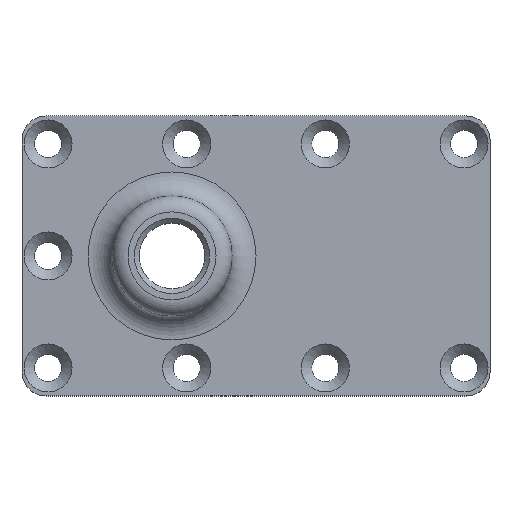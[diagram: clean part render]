
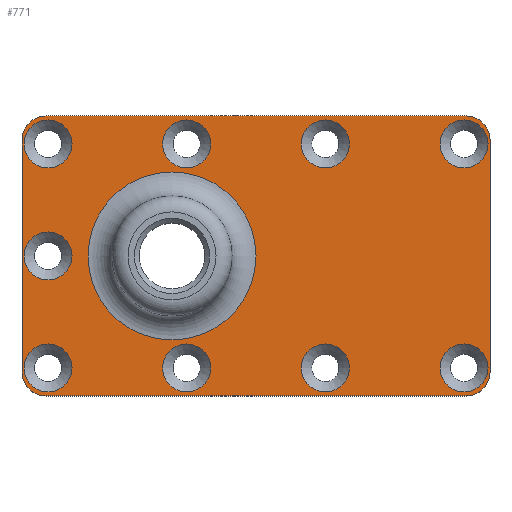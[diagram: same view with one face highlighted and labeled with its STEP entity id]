
A CAD part, top view. The second image highlights one B-rep face of the part: STEP entity #771.
In plain terms, the highlighted planar face has unit normal (0, 0, 1).
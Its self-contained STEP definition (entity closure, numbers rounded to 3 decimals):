
#329 = VERTEX_POINT('',#330);
#330 = CARTESIAN_POINT('',(0.,0.,0.));
#337 = EDGE_CURVE('',#329,#329,#338,.T.);
#338 = CIRCLE('',#339,10.5);
#339 = AXIS2_PLACEMENT_3D('',#340,#341,#342);
#340 = CARTESIAN_POINT('',(-10.5,0.,0.));
#341 = DIRECTION('',(0.,0.,1.));
#342 = DIRECTION('',(1.,0.,0.));
#354 = EDGE_CURVE('',#355,#357,#359,.T.);
#355 = VERTEX_POINT('',#356);
#356 = CARTESIAN_POINT('',(-26.25,17.5,0.));
#357 = VERTEX_POINT('',#358);
#358 = CARTESIAN_POINT('',(26.25,17.5,0.));
#359 = LINE('',#360,#361);
#360 = CARTESIAN_POINT('',(-29.25,17.5,0.));
#361 = VECTOR('',#362,1.);
#362 = DIRECTION('',(1.,0.,0.));
#385 = EDGE_CURVE('',#355,#386,#388,.T.);
#386 = VERTEX_POINT('',#387);
#387 = CARTESIAN_POINT('',(-29.25,14.5,0.));
#388 = CIRCLE('',#389,3.);
#389 = AXIS2_PLACEMENT_3D('',#390,#391,#392);
#390 = CARTESIAN_POINT('',(-26.25,14.5,0.));
#391 = DIRECTION('',(0.,-0.,1.));
#392 = DIRECTION('',(0.,1.,0.));
#410 = EDGE_CURVE('',#357,#411,#413,.T.);
#411 = VERTEX_POINT('',#412);
#412 = CARTESIAN_POINT('',(29.25,14.5,0.));
#413 = CIRCLE('',#414,3.);
#414 = AXIS2_PLACEMENT_3D('',#415,#416,#417);
#415 = CARTESIAN_POINT('',(26.25,14.5,0.));
#416 = DIRECTION('',(0.,0.,-1.));
#417 = DIRECTION('',(0.,1.,0.));
#435 = EDGE_CURVE('',#436,#386,#438,.T.);
#436 = VERTEX_POINT('',#437);
#437 = CARTESIAN_POINT('',(-29.25,-14.5,0.));
#438 = LINE('',#439,#440);
#439 = CARTESIAN_POINT('',(-29.25,-17.5,0.));
#440 = VECTOR('',#441,1.);
#441 = DIRECTION('',(0.,1.,0.));
#459 = EDGE_CURVE('',#411,#460,#462,.T.);
#460 = VERTEX_POINT('',#461);
#461 = CARTESIAN_POINT('',(29.25,-14.5,0.));
#462 = LINE('',#463,#464);
#463 = CARTESIAN_POINT('',(29.25,17.5,0.));
#464 = VECTOR('',#465,1.);
#465 = DIRECTION('',(0.,-1.,0.));
#483 = EDGE_CURVE('',#436,#484,#486,.T.);
#484 = VERTEX_POINT('',#485);
#485 = CARTESIAN_POINT('',(-26.25,-17.5,0.));
#486 = CIRCLE('',#487,3.);
#487 = AXIS2_PLACEMENT_3D('',#488,#489,#490);
#488 = CARTESIAN_POINT('',(-26.25,-14.5,0.));
#489 = DIRECTION('',(0.,-0.,1.));
#490 = DIRECTION('',(0.,1.,0.));
#508 = EDGE_CURVE('',#460,#509,#511,.T.);
#509 = VERTEX_POINT('',#510);
#510 = CARTESIAN_POINT('',(26.25,-17.5,0.));
#511 = CIRCLE('',#512,3.);
#512 = AXIS2_PLACEMENT_3D('',#513,#514,#515);
#513 = CARTESIAN_POINT('',(26.25,-14.5,0.));
#514 = DIRECTION('',(0.,0.,-1.));
#515 = DIRECTION('',(0.,1.,0.));
#533 = EDGE_CURVE('',#509,#484,#534,.T.);
#534 = LINE('',#535,#536);
#535 = CARTESIAN_POINT('',(29.25,-17.5,0.));
#536 = VECTOR('',#537,1.);
#537 = DIRECTION('',(-1.,0.,0.));
#771 = ADVANCED_FACE('',(#772,#775,#785,#796,#807,#818,#829,#840,#851,
    #862,#873),#884,.F.);
#772 = FACE_BOUND('',#773,.F.);
#773 = EDGE_LOOP('',(#774));
#774 = ORIENTED_EDGE('',*,*,#337,.T.);
#775 = FACE_BOUND('',#776,.F.);
#776 = EDGE_LOOP('',(#777,#778,#779,#780,#781,#782,#783,#784));
#777 = ORIENTED_EDGE('',*,*,#354,.T.);
#778 = ORIENTED_EDGE('',*,*,#410,.T.);
#779 = ORIENTED_EDGE('',*,*,#459,.T.);
#780 = ORIENTED_EDGE('',*,*,#508,.T.);
#781 = ORIENTED_EDGE('',*,*,#533,.T.);
#782 = ORIENTED_EDGE('',*,*,#483,.F.);
#783 = ORIENTED_EDGE('',*,*,#435,.T.);
#784 = ORIENTED_EDGE('',*,*,#385,.F.);
#785 = FACE_BOUND('',#786,.F.);
#786 = EDGE_LOOP('',(#787));
#787 = ORIENTED_EDGE('',*,*,#788,.T.);
#788 = EDGE_CURVE('',#789,#789,#791,.T.);
#789 = VERTEX_POINT('',#790);
#790 = CARTESIAN_POINT('',(-5.667,-14.,0.));
#791 = CIRCLE('',#792,3.);
#792 = AXIS2_PLACEMENT_3D('',#793,#794,#795);
#793 = CARTESIAN_POINT('',(-8.667,-14.,0.));
#794 = DIRECTION('',(0.,0.,1.));
#795 = DIRECTION('',(1.,0.,0.));
#796 = FACE_BOUND('',#797,.F.);
#797 = EDGE_LOOP('',(#798));
#798 = ORIENTED_EDGE('',*,*,#799,.T.);
#799 = EDGE_CURVE('',#800,#800,#802,.T.);
#800 = VERTEX_POINT('',#801);
#801 = CARTESIAN_POINT('',(-23.,-14.,0.));
#802 = CIRCLE('',#803,3.);
#803 = AXIS2_PLACEMENT_3D('',#804,#805,#806);
#804 = CARTESIAN_POINT('',(-26.,-14.,0.));
#805 = DIRECTION('',(0.,0.,1.));
#806 = DIRECTION('',(1.,0.,0.));
#807 = FACE_BOUND('',#808,.F.);
#808 = EDGE_LOOP('',(#809));
#809 = ORIENTED_EDGE('',*,*,#810,.T.);
#810 = EDGE_CURVE('',#811,#811,#813,.T.);
#811 = VERTEX_POINT('',#812);
#812 = CARTESIAN_POINT('',(-23.,0.,0.));
#813 = CIRCLE('',#814,3.);
#814 = AXIS2_PLACEMENT_3D('',#815,#816,#817);
#815 = CARTESIAN_POINT('',(-26.,0.,0.));
#816 = DIRECTION('',(0.,0.,1.));
#817 = DIRECTION('',(1.,0.,0.));
#818 = FACE_BOUND('',#819,.F.);
#819 = EDGE_LOOP('',(#820));
#820 = ORIENTED_EDGE('',*,*,#821,.T.);
#821 = EDGE_CURVE('',#822,#822,#824,.T.);
#822 = VERTEX_POINT('',#823);
#823 = CARTESIAN_POINT('',(-23.,14.,0.));
#824 = CIRCLE('',#825,3.);
#825 = AXIS2_PLACEMENT_3D('',#826,#827,#828);
#826 = CARTESIAN_POINT('',(-26.,14.,0.));
#827 = DIRECTION('',(0.,0.,1.));
#828 = DIRECTION('',(1.,0.,0.));
#829 = FACE_BOUND('',#830,.F.);
#830 = EDGE_LOOP('',(#831));
#831 = ORIENTED_EDGE('',*,*,#832,.T.);
#832 = EDGE_CURVE('',#833,#833,#835,.T.);
#833 = VERTEX_POINT('',#834);
#834 = CARTESIAN_POINT('',(-5.667,14.,0.));
#835 = CIRCLE('',#836,3.);
#836 = AXIS2_PLACEMENT_3D('',#837,#838,#839);
#837 = CARTESIAN_POINT('',(-8.667,14.,0.));
#838 = DIRECTION('',(0.,0.,1.));
#839 = DIRECTION('',(1.,0.,0.));
#840 = FACE_BOUND('',#841,.F.);
#841 = EDGE_LOOP('',(#842));
#842 = ORIENTED_EDGE('',*,*,#843,.T.);
#843 = EDGE_CURVE('',#844,#844,#846,.T.);
#844 = VERTEX_POINT('',#845);
#845 = CARTESIAN_POINT('',(11.667,14.,0.));
#846 = CIRCLE('',#847,3.);
#847 = AXIS2_PLACEMENT_3D('',#848,#849,#850);
#848 = CARTESIAN_POINT('',(8.667,14.,0.));
#849 = DIRECTION('',(0.,0.,1.));
#850 = DIRECTION('',(1.,0.,0.));
#851 = FACE_BOUND('',#852,.F.);
#852 = EDGE_LOOP('',(#853));
#853 = ORIENTED_EDGE('',*,*,#854,.T.);
#854 = EDGE_CURVE('',#855,#855,#857,.T.);
#855 = VERTEX_POINT('',#856);
#856 = CARTESIAN_POINT('',(11.667,-14.,0.));
#857 = CIRCLE('',#858,3.);
#858 = AXIS2_PLACEMENT_3D('',#859,#860,#861);
#859 = CARTESIAN_POINT('',(8.667,-14.,0.));
#860 = DIRECTION('',(0.,0.,1.));
#861 = DIRECTION('',(1.,0.,0.));
#862 = FACE_BOUND('',#863,.F.);
#863 = EDGE_LOOP('',(#864));
#864 = ORIENTED_EDGE('',*,*,#865,.T.);
#865 = EDGE_CURVE('',#866,#866,#868,.T.);
#866 = VERTEX_POINT('',#867);
#867 = CARTESIAN_POINT('',(29.,-14.,0.));
#868 = CIRCLE('',#869,3.);
#869 = AXIS2_PLACEMENT_3D('',#870,#871,#872);
#870 = CARTESIAN_POINT('',(26.,-14.,0.));
#871 = DIRECTION('',(0.,0.,1.));
#872 = DIRECTION('',(1.,0.,0.));
#873 = FACE_BOUND('',#874,.F.);
#874 = EDGE_LOOP('',(#875));
#875 = ORIENTED_EDGE('',*,*,#876,.T.);
#876 = EDGE_CURVE('',#877,#877,#879,.T.);
#877 = VERTEX_POINT('',#878);
#878 = CARTESIAN_POINT('',(29.,14.,0.));
#879 = CIRCLE('',#880,3.);
#880 = AXIS2_PLACEMENT_3D('',#881,#882,#883);
#881 = CARTESIAN_POINT('',(26.,14.,0.));
#882 = DIRECTION('',(0.,0.,1.));
#883 = DIRECTION('',(1.,0.,0.));
#884 = PLANE('',#885);
#885 = AXIS2_PLACEMENT_3D('',#886,#887,#888);
#886 = CARTESIAN_POINT('',(0.,0.,0.));
#887 = DIRECTION('',(-0.,-0.,-1.));
#888 = DIRECTION('',(-1.,0.,0.));
